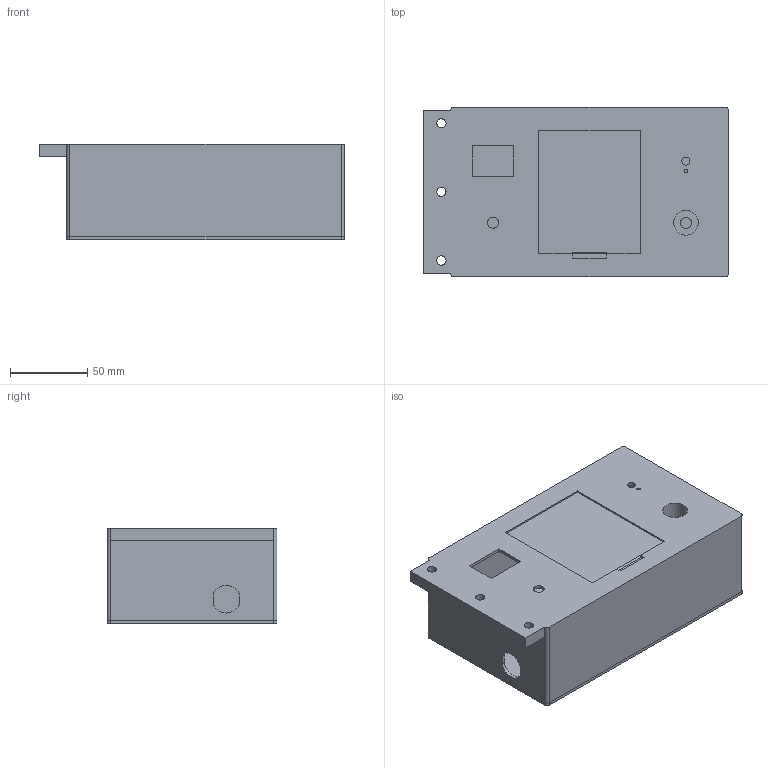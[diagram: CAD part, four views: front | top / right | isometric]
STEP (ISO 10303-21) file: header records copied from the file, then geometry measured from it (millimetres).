
FILE_DESCRIPTION(/* description */ (''),/* implementation_level */ '2;1');
FILE_NAME(/* name */ 'Shutterbox .step',/* time_stamp */ '2020-02-17T11:12:53+01:00',/* author */ (''),/* organization */ (''),/* preprocessor_version */ 'ST-DEVELOPER v18',/* originating_system */ 'Autodesk Translation Framework v8.12.0.6',/* authorisation */ '');
FILE_SCHEMA (('AUTOMOTIVE_DESIGN { 1 0 10303 214 3 1 1 }'));
Length unit declared in the file: millimetre
Products named in the file (4): Shutterbox; Shutterbox_1; Shutterbox Deckel; 92010A128
Assembly tree (4 placements, depth 2):
  Shutterbox
    Shutterbox_1
    Shutterbox Deckel
    92010A128  x2
Bounding box: 197.5 x 110 x 62 mm (x, y, z)
Volume: 168566.9 mm3; surface area: 160472.5 mm2
Topology: 4 solids, 4 shells, 309 faces, 895 edges, 597 vertices
Faces by surface type: cylinder 171, plane 106, cone 28, bspline 4
Full cylindrical faces by diameter (mm): 2.2 x1, 2.323 x70, 2.5 x2, 3 x72, 5.2 x1, 6 x3, 7.2 x2, 16 x1, 20 x1
Entity records: 13632 total; most frequent: CARTESIAN_POINT 8386, ORIENTED_EDGE 1168, DIRECTION 921, EDGE_CURVE 584, VERTEX_POINT 390, LINE 327, VECTOR 327, AXIS2_PLACEMENT_3D 297
